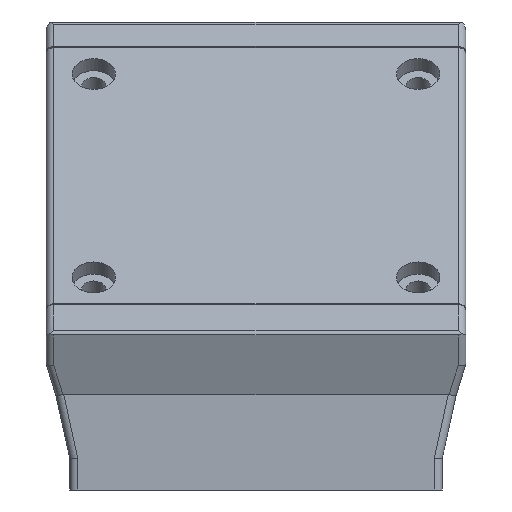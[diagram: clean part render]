
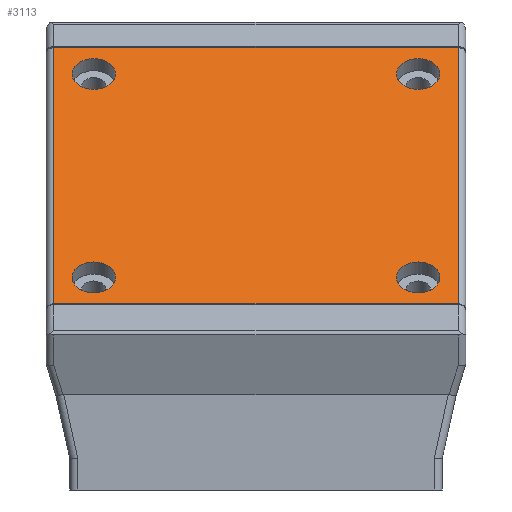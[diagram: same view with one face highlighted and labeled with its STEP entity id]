
A CAD part, left-side view. The second image highlights one B-rep face of the part: STEP entity #3113.
In plain terms, the highlighted planar face has unit normal (-0.707, 0, 0.707).
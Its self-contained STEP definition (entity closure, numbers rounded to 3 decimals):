
#57=FACE_BOUND('',#524,.T.);
#58=FACE_BOUND('',#525,.T.);
#59=FACE_BOUND('',#526,.T.);
#60=FACE_BOUND('',#527,.T.);
#152=PLANE('',#3442);
#323=FACE_OUTER_BOUND('',#523,.T.);
#523=EDGE_LOOP('',(#2783,#2784,#2785,#2786));
#524=EDGE_LOOP('',(#2787));
#525=EDGE_LOOP('',(#2788));
#526=EDGE_LOOP('',(#2789));
#527=EDGE_LOOP('',(#2790));
#837=LINE('',#5241,#1122);
#844=LINE('',#5257,#1129);
#847=LINE('',#5265,#1132);
#863=LINE('',#5333,#1148);
#1122=VECTOR('',#4222,10.);
#1129=VECTOR('',#4235,10.);
#1132=VECTOR('',#4242,10.);
#1148=VECTOR('',#4322,10.);
#1253=CIRCLE('',#3417,2.8);
#1257=CIRCLE('',#3424,2.8);
#1261=CIRCLE('',#3431,2.8);
#1265=CIRCLE('',#3438,2.8);
#1512=VERTEX_POINT('',#5238);
#1513=VERTEX_POINT('',#5240);
#1519=VERTEX_POINT('',#5256);
#1522=VERTEX_POINT('',#5264);
#1529=VERTEX_POINT('',#5283);
#1533=VERTEX_POINT('',#5296);
#1537=VERTEX_POINT('',#5309);
#1541=VERTEX_POINT('',#5322);
#1925=EDGE_CURVE('',#1512,#1513,#837,.T.);
#1933=EDGE_CURVE('',#1513,#1519,#844,.T.);
#1937=EDGE_CURVE('',#1519,#1522,#847,.T.);
#1946=EDGE_CURVE('',#1529,#1529,#1253,.T.);
#1952=EDGE_CURVE('',#1533,#1533,#1257,.T.);
#1958=EDGE_CURVE('',#1537,#1537,#1261,.T.);
#1964=EDGE_CURVE('',#1541,#1541,#1265,.T.);
#1970=EDGE_CURVE('',#1522,#1512,#863,.T.);
#2783=ORIENTED_EDGE('',*,*,#1925,.F.);
#2784=ORIENTED_EDGE('',*,*,#1970,.F.);
#2785=ORIENTED_EDGE('',*,*,#1937,.F.);
#2786=ORIENTED_EDGE('',*,*,#1933,.F.);
#2787=ORIENTED_EDGE('',*,*,#1946,.T.);
#2788=ORIENTED_EDGE('',*,*,#1952,.T.);
#2789=ORIENTED_EDGE('',*,*,#1958,.T.);
#2790=ORIENTED_EDGE('',*,*,#1964,.T.);
#3113=ADVANCED_FACE('',(#323,#57,#58,#59,#60),#152,.F.);
#3417=AXIS2_PLACEMENT_3D('',#5284,#4260,#4261);
#3424=AXIS2_PLACEMENT_3D('',#5297,#4276,#4277);
#3431=AXIS2_PLACEMENT_3D('',#5310,#4292,#4293);
#3438=AXIS2_PLACEMENT_3D('',#5323,#4308,#4309);
#3442=AXIS2_PLACEMENT_3D('',#5332,#4320,#4321);
#4222=DIRECTION('',(0.707,0.,0.707));
#4235=DIRECTION('',(0.,-1.,0.));
#4242=DIRECTION('',(-0.707,0.,-0.707));
#4260=DIRECTION('center_axis',(0.707,0.,-0.707));
#4261=DIRECTION('ref_axis',(0.,1.,0.));
#4276=DIRECTION('center_axis',(0.707,0.,-0.707));
#4277=DIRECTION('ref_axis',(0.,1.,0.));
#4292=DIRECTION('center_axis',(0.707,0.,-0.707));
#4293=DIRECTION('ref_axis',(0.,1.,0.));
#4308=DIRECTION('center_axis',(0.707,0.,-0.707));
#4309=DIRECTION('ref_axis',(0.,1.,0.));
#4320=DIRECTION('center_axis',(0.707,0.,-0.707));
#4321=DIRECTION('ref_axis',(0.,-1.,0.));
#4322=DIRECTION('',(0.,1.,0.));
#5238=CARTESIAN_POINT('',(-33.485,5.,0.463));
#5240=CARTESIAN_POINT('',(-0.534,5.,33.414));
#5241=CARTESIAN_POINT('',(-8.701,5.,25.247));
#5256=CARTESIAN_POINT('',(-0.534,-47.,33.414));
#5257=CARTESIAN_POINT('',(-0.534,-21.,33.414));
#5264=CARTESIAN_POINT('',(-33.485,-47.,0.463));
#5265=CARTESIAN_POINT('',(-8.701,-47.,25.247));
#5283=CARTESIAN_POINT('',(-3.928,-2.925,30.02));
#5284=CARTESIAN_POINT('Origin',(-3.928,-0.125,30.02));
#5296=CARTESIAN_POINT('',(-30.091,-44.675,3.857));
#5297=CARTESIAN_POINT('Origin',(-30.091,-41.875,3.857));
#5309=CARTESIAN_POINT('',(-30.091,-2.925,3.857));
#5310=CARTESIAN_POINT('Origin',(-30.091,-0.125,3.857));
#5322=CARTESIAN_POINT('',(-3.928,-44.675,30.02));
#5323=CARTESIAN_POINT('Origin',(-3.928,-41.875,30.02));
#5332=CARTESIAN_POINT('Origin',(-17.01,-21.,16.939));
#5333=CARTESIAN_POINT('',(-33.485,-21.,0.463));
